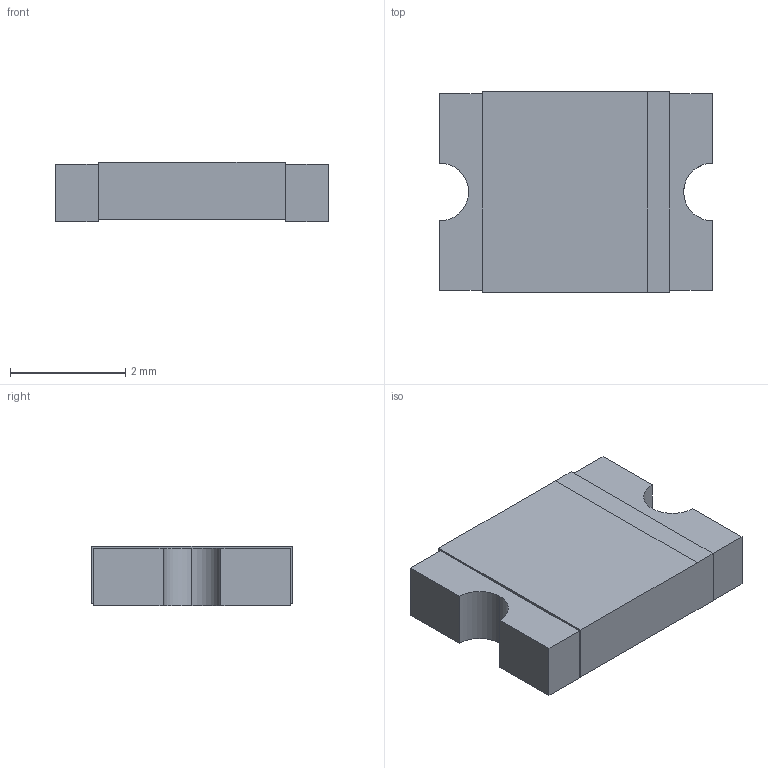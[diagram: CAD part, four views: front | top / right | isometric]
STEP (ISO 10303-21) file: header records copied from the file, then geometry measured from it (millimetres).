
FILE_DESCRIPTION (( 'STEP AP214' ), '1' );
FILE_NAME ('43AFEDAC-1276-467B-8F94-0CB6E19F69D3.STEP', '2008-02-15T10:02:41', ( 'SysAdmin' ), ( 'SolidWorks' ), 'SwSTEP 2.0', 'SolidWorks 2008', '' );
FILE_SCHEMA (( 'AUTOMOTIVE_DESIGN' ));
Length unit declared in the file: millimetre
Products named in the file (1): 43AFEDAC-1276-467B-8F94-0CB6E19F69D3
Bounding box: 4.74 x 3.48 x 1.03 mm (x, y, z)
Volume: 15.6 mm3; surface area: 49.2 mm2
Topology: 1 solids, 1 shells, 25 faces, 65 edges, 42 vertices
Faces by surface type: plane 22, cylinder 3
Entity records: 1051 total; most frequent: CARTESIAN_POINT 133, ORIENTED_EDGE 130, DIRECTION 123, EDGE_CURVE 65, VECTOR 59, LINE 59, VERTEX_POINT 42, AXIS2_PLACEMENT_3D 32
